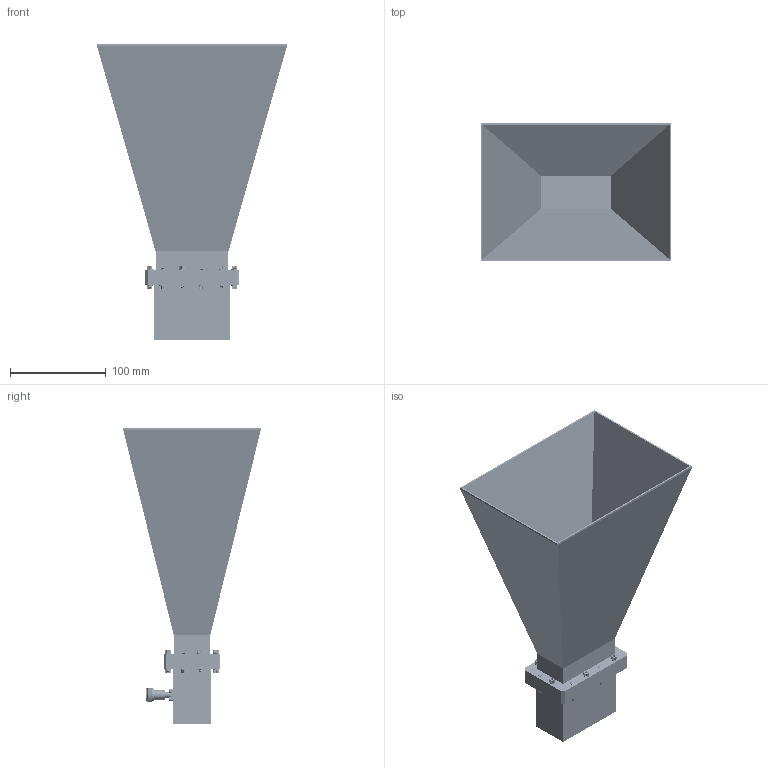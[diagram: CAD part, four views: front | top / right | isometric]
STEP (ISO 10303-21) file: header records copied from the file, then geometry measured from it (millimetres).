
FILE_DESCRIPTION (( 'STEP AP214' ), '1' );
FILE_NAME ('FMWAN284-15NF_3D.STEP', '2021-11-01T16:15:17', ( '' ), ( '' ), 'SwSTEP 2.0', 'SolidWorks 2021', '' );
FILE_SCHEMA (( 'AUTOMOTIVE_DESIGN' ));
Length unit declared in the file: inch
Products named in the file (10): PEWAN284-15; Copy of PE9824_CON^PE9824; PE9824; Copy of 112-N-PANEL^Copy of PE9824_CON_PE9824; 6-LW; 6-32SH-HXx.75_92196A151; Copy of PE9824_Body^PE9824; Copy of 06142-con screw^Copy of PE9824_CON_PE9824; Copy of 112-N^Copy of PE9824_CON_PE9824; FMWAN284-15NF_3D
Assembly tree (34 placements, depth 4):
  FMWAN284-15NF_3D
    6-32SH-HXx.75_92196A151  x12
    6-LW  x12
    PE9824
      Copy of PE9824_Body^PE9824
      Copy of PE9824_CON^PE9824
        Copy of 06142-con screw^Copy of PE9824_CON_PE9824  x4
        Copy of 112-N-PANEL^Copy of PE9824_CON_PE9824
        Copy of 112-N^Copy of PE9824_CON_PE9824
    PEWAN284-15
Bounding box: 198.66 x 143.79 x 309.5 mm (x, y, z)
Volume: 385582.5 mm3; surface area: 270771.2 mm2
Topology: 32 solids, 32 shells, 3425 faces, 8382 edges, 5059 vertices
Faces by surface type: plane 1734, cone 834, cylinder 817, bspline 40
Full cylindrical faces by diameter (mm): 1.7 x1, 2.7 x4, 3.04 x1, 3.454 x6, 4 x1, 4.1 x1, 4.166 x6, 4.29 x6, 4.3 x10, 6 x1, 7 x1, 10 x1, 13.5 x2
Entity records: 18074 total; most frequent: CARTESIAN_POINT 6829, ORIENTED_EDGE 1906, DIRECTION 1896, EDGE_CURVE 953, AXIS2_PLACEMENT_3D 752, VERTEX_POINT 625, EDGE_LOOP 546, FACE_OUTER_BOUND 453
